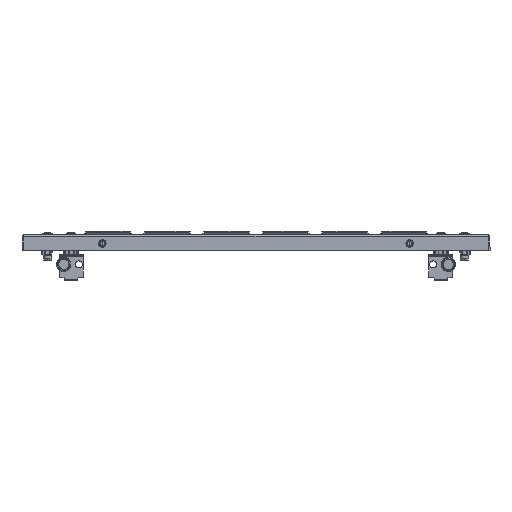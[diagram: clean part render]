
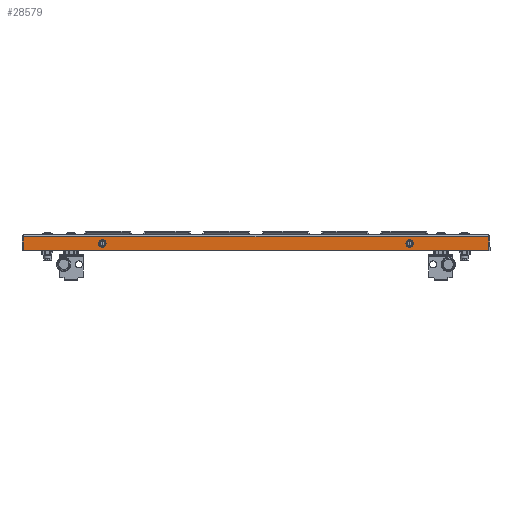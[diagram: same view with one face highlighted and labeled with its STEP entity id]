
A CAD part, front view. The second image highlights one B-rep face of the part: STEP entity #28579.
In plain terms, the highlighted face is planar.
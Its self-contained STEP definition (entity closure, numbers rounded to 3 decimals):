
#1957 = DIRECTION ( 'NONE',  ( 0., -1., 0. ) ) ;
#1968 = CARTESIAN_POINT ( 'NONE',  ( 0., 37.5, 0. ) ) ;
#1971 = PLANE ( 'NONE',  #42222 ) ;
#1974 = DIRECTION ( 'NONE',  ( 0., 0., -1. ) ) ;
#3817 = EDGE_LOOP ( 'NONE', ( #39728, #39729 ) ) ;
#3823 = EDGE_LOOP ( 'NONE', ( #39726, #39727 ) ) ;
#3827 = EDGE_LOOP ( 'NONE', ( #39730, #39731, #39732, #39733, #39734, #39735 ) ) ;
#8861 = CARTESIAN_POINT ( 'NONE',  ( 195., 37.5, -11. ) ) ;
#8862 = DIRECTION ( 'NONE',  ( 0., 1., 0. ) ) ;
#8863 = DIRECTION ( 'NONE',  ( 0., 0., 1. ) ) ;
#8871 = CARTESIAN_POINT ( 'NONE',  ( -195., 37.5, -11. ) ) ;
#8872 = DIRECTION ( 'NONE',  ( 0., 1., 0. ) ) ;
#8873 = DIRECTION ( 'NONE',  ( 0., 0., 1. ) ) ;
#10617 = CIRCLE ( 'NONE', #38008, 4. ) ;
#10627 = CIRCLE ( 'NONE', #38022, 4. ) ;
#14149 = CARTESIAN_POINT ( 'NONE',  ( 195., 37.5, -15. ) ) ;
#14152 = CARTESIAN_POINT ( 'NONE',  ( 195., 37.5, -7. ) ) ;
#14161 = CARTESIAN_POINT ( 'NONE',  ( -195., 37.5, -15. ) ) ;
#14162 = CARTESIAN_POINT ( 'NONE',  ( -195., 37.5, -7. ) ) ;
#18489 = CARTESIAN_POINT ( 'NONE',  ( -294.75, 37.5, -2.25 ) ) ;
#18490 = CARTESIAN_POINT ( 'NONE',  ( 294.75, 37.5, -2.25 ) ) ;
#18494 = CARTESIAN_POINT ( 'NONE',  ( -295.499, 37.5, -20. ) ) ;
#18495 = CARTESIAN_POINT ( 'NONE',  ( -295.499, 37.5, -2.25 ) ) ;
#18497 = CARTESIAN_POINT ( 'NONE',  ( 295.499, 37.5, -2.25 ) ) ;
#18500 = CARTESIAN_POINT ( 'NONE',  ( 295.499, 37.5, -20. ) ) ;
#20829 = VERTEX_POINT ( 'NONE', #14149 ) ;
#20835 = VERTEX_POINT ( 'NONE', #14152 ) ;
#20848 = VERTEX_POINT ( 'NONE', #14161 ) ;
#20851 = VERTEX_POINT ( 'NONE', #14162 ) ;
#22741 = FACE_BOUND ( 'NONE', #3823, .T. ) ;
#22743 = FACE_OUTER_BOUND ( 'NONE', #3827, .T. ) ;
#22747 = FACE_BOUND ( 'NONE', #3817, .T. ) ;
#26732 = VERTEX_POINT ( 'NONE', #18489 ) ;
#26734 = VERTEX_POINT ( 'NONE', #18490 ) ;
#26742 = VERTEX_POINT ( 'NONE', #18494 ) ;
#26744 = VERTEX_POINT ( 'NONE', #18495 ) ;
#26748 = VERTEX_POINT ( 'NONE', #18497 ) ;
#26754 = VERTEX_POINT ( 'NONE', #18500 ) ;
#28579 = ADVANCED_FACE ( 'NONE', ( #22741, #22747, #22743 ), #1971, .F. ) ;
#32337 = LINE ( 'NONE', #45054, #32349 ) ;
#32344 = LINE ( 'NONE', #45060, #32347 ) ;
#32347 = VECTOR ( 'NONE', #45062, 1000. ) ;
#32349 = VECTOR ( 'NONE', #45063, 1000. ) ;
#32354 = LINE ( 'NONE', #45070, #32357 ) ;
#32357 = VECTOR ( 'NONE', #45072, 1000. ) ;
#32363 = LINE ( 'NONE', #45078, #32366 ) ;
#32366 = VECTOR ( 'NONE', #45079, 1000. ) ;
#32371 = LINE ( 'NONE', #42772, #38615 ) ;
#33241 = AXIS2_PLACEMENT_3D ( 'NONE', #42789, #42792, #42795 ) ;
#33243 = AXIS2_PLACEMENT_3D ( 'NONE', #42801, #42804, #42807 ) ;
#36005 = EDGE_CURVE ( 'NONE', #20829, #20835, #10617, .T. ) ;
#36009 = EDGE_CURVE ( 'NONE', #20848, #20851, #10627, .T. ) ;
#38008 = AXIS2_PLACEMENT_3D ( 'NONE', #8861, #8862, #8863 ) ;
#38022 = AXIS2_PLACEMENT_3D ( 'NONE', #8871, #8872, #8873 ) ;
#38615 = VECTOR ( 'NONE', #42777, 1000. ) ;
#38616 = CIRCLE ( 'NONE', #33243, 4. ) ;
#38617 = CIRCLE ( 'NONE', #33241, 4. ) ;
#38618 = LINE ( 'NONE', #42781, #38620 ) ;
#38620 = VECTOR ( 'NONE', #42786, 1000. ) ;
#39726 = ORIENTED_EDGE ( 'NONE', *, *, #44303, .F. ) ;
#39727 = ORIENTED_EDGE ( 'NONE', *, *, #36005, .F. ) ;
#39728 = ORIENTED_EDGE ( 'NONE', *, *, #44304, .F. ) ;
#39729 = ORIENTED_EDGE ( 'NONE', *, *, #36009, .F. ) ;
#39730 = ORIENTED_EDGE ( 'NONE', *, *, #44287, .F. ) ;
#39731 = ORIENTED_EDGE ( 'NONE', *, *, #44305, .T. ) ;
#39732 = ORIENTED_EDGE ( 'NONE', *, *, #44292, .T. ) ;
#39733 = ORIENTED_EDGE ( 'NONE', *, *, #44297, .T. ) ;
#39734 = ORIENTED_EDGE ( 'NONE', *, *, #44288, .F. ) ;
#39735 = ORIENTED_EDGE ( 'NONE', *, *, #44302, .F. ) ;
#42222 = AXIS2_PLACEMENT_3D ( 'NONE', #1968, #1957, #1974 ) ;
#42772 = CARTESIAN_POINT ( 'NONE',  ( -294.75, 37.5, -2.25 ) ) ;
#42777 = DIRECTION ( 'NONE',  ( -1., 0., 0. ) ) ;
#42781 = CARTESIAN_POINT ( 'NONE',  ( 294.75, 37.5, -2.25 ) ) ;
#42786 = DIRECTION ( 'NONE',  ( 1., 0., 0. ) ) ;
#42789 = CARTESIAN_POINT ( 'NONE',  ( 195., 37.5, -11. ) ) ;
#42792 = DIRECTION ( 'NONE',  ( 0., 1., 0. ) ) ;
#42795 = DIRECTION ( 'NONE',  ( 0., 0., 1. ) ) ;
#42801 = CARTESIAN_POINT ( 'NONE',  ( -195., 37.5, -11. ) ) ;
#42804 = DIRECTION ( 'NONE',  ( 0., 1., 0. ) ) ;
#42807 = DIRECTION ( 'NONE',  ( 0., 0., 1. ) ) ;
#44287 = EDGE_CURVE ( 'NONE', #26734, #26732, #32344, .T. ) ;
#44288 = EDGE_CURVE ( 'NONE', #26744, #26742, #32337, .T. ) ;
#44292 = EDGE_CURVE ( 'NONE', #26748, #26754, #32354, .T. ) ;
#44297 = EDGE_CURVE ( 'NONE', #26754, #26742, #32363, .T. ) ;
#44302 = EDGE_CURVE ( 'NONE', #26732, #26744, #32371, .T. ) ;
#44303 = EDGE_CURVE ( 'NONE', #20835, #20829, #38617, .T. ) ;
#44304 = EDGE_CURVE ( 'NONE', #20851, #20848, #38616, .T. ) ;
#44305 = EDGE_CURVE ( 'NONE', #26734, #26748, #38618, .T. ) ;
#45054 = CARTESIAN_POINT ( 'NONE',  ( -295.499, 37.5, -2.25 ) ) ;
#45060 = CARTESIAN_POINT ( 'NONE',  ( -294.75, 37.5, -2.25 ) ) ;
#45062 = DIRECTION ( 'NONE',  ( -1., 0., 0. ) ) ;
#45063 = DIRECTION ( 'NONE',  ( 0., 0., -1. ) ) ;
#45070 = CARTESIAN_POINT ( 'NONE',  ( 295.499, 37.5, -2.25 ) ) ;
#45072 = DIRECTION ( 'NONE',  ( 0., 0., -1. ) ) ;
#45078 = CARTESIAN_POINT ( 'NONE',  ( 0., 37.5, -20. ) ) ;
#45079 = DIRECTION ( 'NONE',  ( -1., 0., 0. ) ) ;
